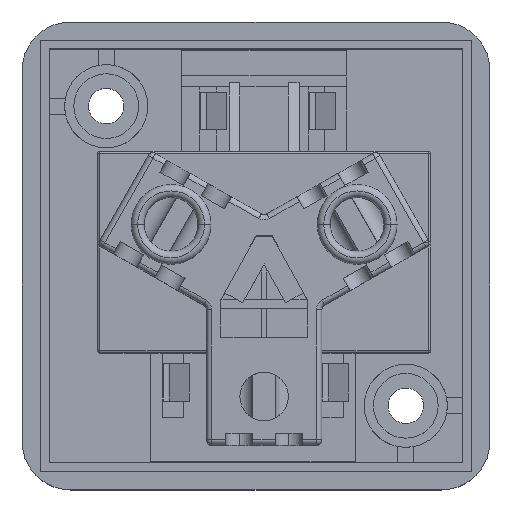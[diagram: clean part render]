
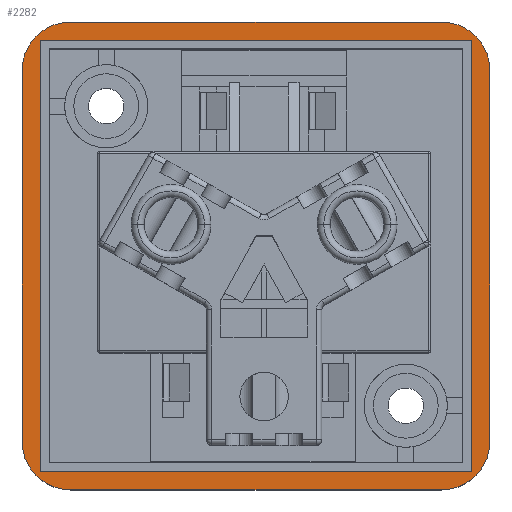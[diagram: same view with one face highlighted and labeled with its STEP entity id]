
A CAD part, top view. The second image highlights one B-rep face of the part: STEP entity #2282.
In plain terms, the highlighted planar face has unit normal (0, 0, 1).
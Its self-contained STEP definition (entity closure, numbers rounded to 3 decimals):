
#139 = FACE_BOUND ( 'NONE', #929, .T. ) ;
#230 = LINE ( 'NONE', #3605, #8875 ) ;
#291 = EDGE_CURVE ( 'NONE', #10510, #10640, #7019, .T. ) ;
#323 = VECTOR ( 'NONE', #7094, 1000. ) ;
#468 = VERTEX_POINT ( 'NONE', #3153 ) ;
#511 = ORIENTED_EDGE ( 'NONE', *, *, #291, .F. ) ;
#538 = CARTESIAN_POINT ( 'NONE',  ( 21.7, 21.7, 7. ) ) ;
#615 = EDGE_CURVE ( 'NONE', #2771, #9831, #7531, .T. ) ;
#808 = CARTESIAN_POINT ( 'NONE',  ( 21.7, -21.7, 7. ) ) ;
#916 = CARTESIAN_POINT ( 'NONE',  ( -21.7, -17.2, 7. ) ) ;
#929 = EDGE_LOOP ( 'NONE', ( #1546, #511, #1621, #5510 ) ) ;
#1031 = CARTESIAN_POINT ( 'NONE',  ( -17.2, -21.7, 7. ) ) ;
#1361 = DIRECTION ( 'NONE',  ( -1., 0., 0. ) ) ;
#1417 = LINE ( 'NONE', #538, #9825 ) ;
#1518 = EDGE_CURVE ( 'NONE', #10640, #9991, #7262, .T. ) ;
#1546 = ORIENTED_EDGE ( 'NONE', *, *, #1518, .F. ) ;
#1621 = ORIENTED_EDGE ( 'NONE', *, *, #4925, .F. ) ;
#1630 = ORIENTED_EDGE ( 'NONE', *, *, #5029, .T. ) ;
#1691 = VECTOR ( 'NONE', #3762, 1000. ) ;
#1701 = ORIENTED_EDGE ( 'NONE', *, *, #5644, .T. ) ;
#2046 = DIRECTION ( 'NONE',  ( 0., 0., 1. ) ) ;
#2282 = ADVANCED_FACE ( 'NONE', ( #139, #6035 ), #8150, .T. ) ;
#2451 = CARTESIAN_POINT ( 'NONE',  ( -20., 20., 7. ) ) ;
#2487 = CARTESIAN_POINT ( 'NONE',  ( 21.7, 17.2, 7. ) ) ;
#2528 = CARTESIAN_POINT ( 'NONE',  ( 17.2, 21.7, 7. ) ) ;
#2657 = AXIS2_PLACEMENT_3D ( 'NONE', #8934, #3918, #9782 ) ;
#2771 = VERTEX_POINT ( 'NONE', #5966 ) ;
#2933 = CARTESIAN_POINT ( 'NONE',  ( -20., 20., 7. ) ) ;
#3153 = CARTESIAN_POINT ( 'NONE',  ( 20., 20., 7. ) ) ;
#3254 = VECTOR ( 'NONE', #6695, 1000. ) ;
#3457 = DIRECTION ( 'NONE',  ( 0., -1., 0. ) ) ;
#3480 = CIRCLE ( 'NONE', #7772, 4.5 ) ;
#3605 = CARTESIAN_POINT ( 'NONE',  ( -21.7, -21.7, 7. ) ) ;
#3631 = CARTESIAN_POINT ( 'NONE',  ( 17.2, 17.2, 7. ) ) ;
#3680 = EDGE_LOOP ( 'NONE', ( #1701, #4013, #5766, #7216, #8667, #5654, #1630, #6482 ) ) ;
#3762 = DIRECTION ( 'NONE',  ( -1., 0., 0. ) ) ;
#3905 = VECTOR ( 'NONE', #9024, 1000. ) ;
#3918 = DIRECTION ( 'NONE',  ( 0., 0., 1. ) ) ;
#3979 = VERTEX_POINT ( 'NONE', #2487 ) ;
#4007 = CARTESIAN_POINT ( 'NONE',  ( 20., -20., 7. ) ) ;
#4013 = ORIENTED_EDGE ( 'NONE', *, *, #10847, .T. ) ;
#4042 = VERTEX_POINT ( 'NONE', #5081 ) ;
#4090 = DIRECTION ( 'NONE',  ( 1., 0., 0. ) ) ;
#4272 = CARTESIAN_POINT ( 'NONE',  ( 17.2, -17.2, 7. ) ) ;
#4289 = CARTESIAN_POINT ( 'NONE',  ( -21.7, 21.7, 7. ) ) ;
#4480 = DIRECTION ( 'NONE',  ( 1., 0., 0. ) ) ;
#4652 = VERTEX_POINT ( 'NONE', #1031 ) ;
#4762 = VECTOR ( 'NONE', #4090, 1000. ) ;
#4809 = DIRECTION ( 'NONE',  ( 0., 0., 1. ) ) ;
#4925 = EDGE_CURVE ( 'NONE', #468, #10510, #8634, .T. ) ;
#5029 = EDGE_CURVE ( 'NONE', #10568, #2771, #1417, .T. ) ;
#5072 = CARTESIAN_POINT ( 'NONE',  ( 17.2, -21.7, 7. ) ) ;
#5081 = CARTESIAN_POINT ( 'NONE',  ( 21.7, -17.2, 7. ) ) ;
#5131 = DIRECTION ( 'NONE',  ( 1., 0., 0. ) ) ;
#5247 = EDGE_CURVE ( 'NONE', #4042, #3979, #7725, .T. ) ;
#5470 = VECTOR ( 'NONE', #3457, 1000. ) ;
#5510 = ORIENTED_EDGE ( 'NONE', *, *, #8994, .F. ) ;
#5644 = EDGE_CURVE ( 'NONE', #9831, #9962, #5988, .T. ) ;
#5654 = ORIENTED_EDGE ( 'NONE', *, *, #10146, .T. ) ;
#5715 = EDGE_CURVE ( 'NONE', #4652, #6357, #230, .T. ) ;
#5766 = ORIENTED_EDGE ( 'NONE', *, *, #5715, .T. ) ;
#5966 = CARTESIAN_POINT ( 'NONE',  ( -17.2, 21.7, 7. ) ) ;
#5988 = LINE ( 'NONE', #4289, #5470 ) ;
#6035 = FACE_OUTER_BOUND ( 'NONE', #3680, .T. ) ;
#6234 = CARTESIAN_POINT ( 'NONE',  ( -20., -20., 7. ) ) ;
#6357 = VERTEX_POINT ( 'NONE', #5072 ) ;
#6482 = ORIENTED_EDGE ( 'NONE', *, *, #615, .T. ) ;
#6695 = DIRECTION ( 'NONE',  ( 0., 1., 0. ) ) ;
#6755 = CIRCLE ( 'NONE', #2657, 4.5 ) ;
#6861 = AXIS2_PLACEMENT_3D ( 'NONE', #4272, #10144, #5131 ) ;
#7019 = LINE ( 'NONE', #6234, #323 ) ;
#7082 = CARTESIAN_POINT ( 'NONE',  ( -17.2, 17.2, 7. ) ) ;
#7094 = DIRECTION ( 'NONE',  ( 0., -1., 0. ) ) ;
#7216 = ORIENTED_EDGE ( 'NONE', *, *, #9810, .T. ) ;
#7262 = LINE ( 'NONE', #9119, #4762 ) ;
#7531 = CIRCLE ( 'NONE', #10641, 4.5 ) ;
#7725 = LINE ( 'NONE', #808, #3254 ) ;
#7772 = AXIS2_PLACEMENT_3D ( 'NONE', #3631, #9499, #4480 ) ;
#7923 = DIRECTION ( 'NONE',  ( 1., 0., 0. ) ) ;
#8150 = PLANE ( 'NONE',  #9751 ) ;
#8421 = CARTESIAN_POINT ( 'NONE',  ( -21.7, 17.2, 7. ) ) ;
#8468 = CARTESIAN_POINT ( 'NONE',  ( 20., -20., 7. ) ) ;
#8634 = LINE ( 'NONE', #2933, #1691 ) ;
#8667 = ORIENTED_EDGE ( 'NONE', *, *, #5247, .T. ) ;
#8875 = VECTOR ( 'NONE', #9471, 1000. ) ;
#8934 = CARTESIAN_POINT ( 'NONE',  ( -17.2, -17.2, 7. ) ) ;
#8994 = EDGE_CURVE ( 'NONE', #9991, #468, #10315, .T. ) ;
#9024 = DIRECTION ( 'NONE',  ( 0., 1., 0. ) ) ;
#9119 = CARTESIAN_POINT ( 'NONE',  ( -20., -20., 7. ) ) ;
#9305 = CARTESIAN_POINT ( 'NONE',  ( -20., -20., 7. ) ) ;
#9471 = DIRECTION ( 'NONE',  ( 1., 0., 0. ) ) ;
#9499 = DIRECTION ( 'NONE',  ( 0., 0., 1. ) ) ;
#9751 = AXIS2_PLACEMENT_3D ( 'NONE', #9828, #4809, #10656 ) ;
#9782 = DIRECTION ( 'NONE',  ( 1., 0., 0. ) ) ;
#9810 = EDGE_CURVE ( 'NONE', #6357, #4042, #10829, .T. ) ;
#9825 = VECTOR ( 'NONE', #1361, 1000. ) ;
#9828 = CARTESIAN_POINT ( 'NONE',  ( 0., 0., 7. ) ) ;
#9831 = VERTEX_POINT ( 'NONE', #8421 ) ;
#9962 = VERTEX_POINT ( 'NONE', #916 ) ;
#9991 = VERTEX_POINT ( 'NONE', #8468 ) ;
#10144 = DIRECTION ( 'NONE',  ( 0., 0., 1. ) ) ;
#10146 = EDGE_CURVE ( 'NONE', #3979, #10568, #3480, .T. ) ;
#10315 = LINE ( 'NONE', #4007, #3905 ) ;
#10510 = VERTEX_POINT ( 'NONE', #2451 ) ;
#10568 = VERTEX_POINT ( 'NONE', #2528 ) ;
#10640 = VERTEX_POINT ( 'NONE', #9305 ) ;
#10641 = AXIS2_PLACEMENT_3D ( 'NONE', #7082, #2046, #7923 ) ;
#10656 = DIRECTION ( 'NONE',  ( 1., 0., 0. ) ) ;
#10829 = CIRCLE ( 'NONE', #6861, 4.5 ) ;
#10847 = EDGE_CURVE ( 'NONE', #9962, #4652, #6755, .T. ) ;
